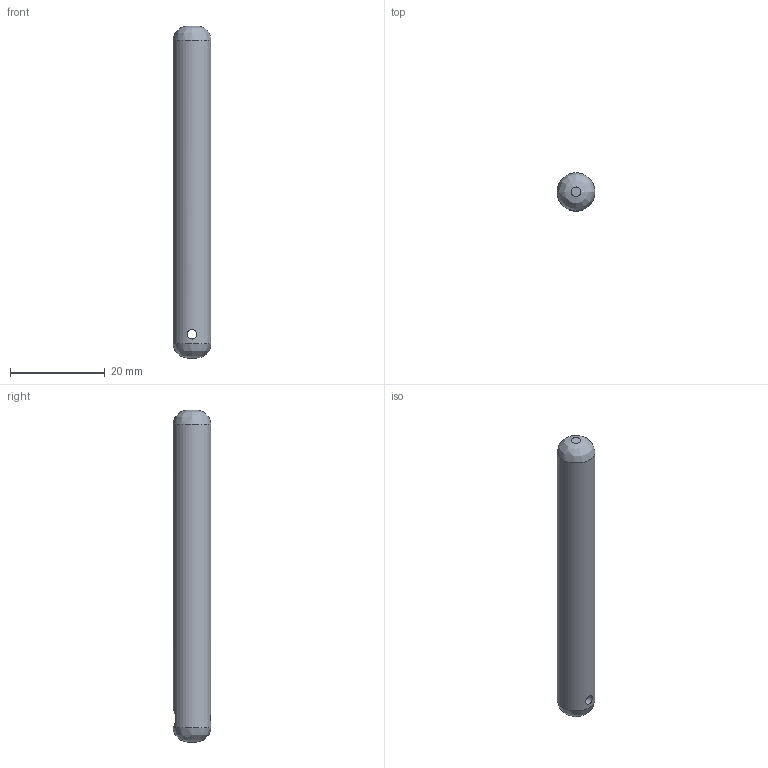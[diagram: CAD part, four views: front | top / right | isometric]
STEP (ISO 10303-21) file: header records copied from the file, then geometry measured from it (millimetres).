
FILE_DESCRIPTION(/* description */ (''),/* implementation_level */ '2;1');
FILE_NAME(/* name */ '平衡杆.stp',/* time_stamp */ '2021-03-06T15:17:57+08:00',/* author */ (''),/* organization */ (''),/* preprocessor_version */ 'ST-DEVELOPER v16',/* originating_system */ 'SIEMENS PLM Software NX 10.0',/* authorisation */ '');
FILE_SCHEMA (('CONFIG_CONTROL_DESIGN'));
Length unit declared in the file: millimetre
Products named in the file (1): 平衡杆
Bounding box: 8 x 8 x 70 mm (x, y, z)
Volume: 3385.9 mm3; surface area: 1845.7 mm2
Topology: 1 solids, 1 shells, 8 faces, 17 edges, 11 vertices
Faces by surface type: cylinder 3, plane 3, bspline 2
Full cylindrical faces by diameter (mm): 2 x1, 4 x1, 8 x1
Entity records: 408 total; most frequent: CARTESIAN_POINT 198, DIRECTION 26, ORIENTED_EDGE 16, EDGE_LOOP 15, FACE_BOUND 13, AXIS2_PLACEMENT_3D 13, ADVANCED_FACE 8, EDGE_CURVE 8
